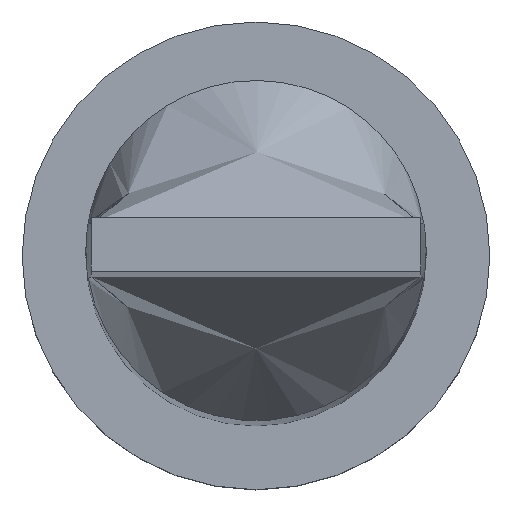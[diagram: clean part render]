
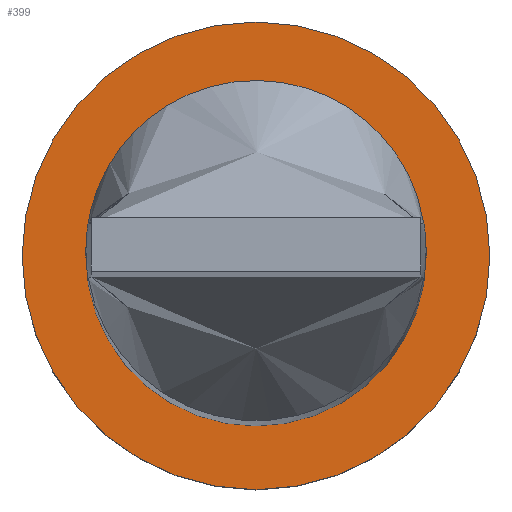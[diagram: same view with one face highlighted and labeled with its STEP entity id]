
A CAD part, top view. The second image highlights one B-rep face of the part: STEP entity #399.
In plain terms, the highlighted planar face has unit normal (0, 0, 1).
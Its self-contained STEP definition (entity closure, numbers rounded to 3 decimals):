
#25 = ORIENTED_EDGE ( 'NONE', *, *, #213, .F. ) ;
#30 = AXIS2_PLACEMENT_3D ( 'NONE', #289, #441, #89 ) ;
#36 = VERTEX_POINT ( 'NONE', #303 ) ;
#59 = VERTEX_POINT ( 'NONE', #309 ) ;
#73 = CIRCLE ( 'NONE', #483, 11. ) ;
#84 = CARTESIAN_POINT ( 'NONE',  ( -11., 0., 7. ) ) ;
#89 = DIRECTION ( 'NONE',  ( 1., 0., 0. ) ) ;
#117 = CARTESIAN_POINT ( 'NONE',  ( -8., 0., 7. ) ) ;
#133 = AXIS2_PLACEMENT_3D ( 'NONE', #407, #266, #149 ) ;
#148 = ORIENTED_EDGE ( 'NONE', *, *, #476, .T. ) ;
#149 = DIRECTION ( 'NONE',  ( 1., 0., 0. ) ) ;
#170 = EDGE_CURVE ( 'NONE', #339, #59, #376, .T. ) ;
#182 = FACE_OUTER_BOUND ( 'NONE', #228, .T. ) ;
#191 = CARTESIAN_POINT ( 'NONE',  ( 0., 0., 7. ) ) ;
#213 = EDGE_CURVE ( 'NONE', #59, #339, #549, .T. ) ;
#220 = AXIS2_PLACEMENT_3D ( 'NONE', #297, #578, #239 ) ;
#228 = EDGE_LOOP ( 'NONE', ( #569, #148 ) ) ;
#239 = DIRECTION ( 'NONE',  ( 1., 0., 0. ) ) ;
#266 = DIRECTION ( 'NONE',  ( 0., 0., 1. ) ) ;
#288 = DIRECTION ( 'NONE',  ( 0., 0., 1. ) ) ;
#289 = CARTESIAN_POINT ( 'NONE',  ( 0., 0., 7. ) ) ;
#297 = CARTESIAN_POINT ( 'NONE',  ( 0., 0., 7. ) ) ;
#303 = CARTESIAN_POINT ( 'NONE',  ( 11., 0., 7. ) ) ;
#306 = PLANE ( 'NONE',  #512 ) ;
#309 = CARTESIAN_POINT ( 'NONE',  ( 8., 0., 7. ) ) ;
#339 = VERTEX_POINT ( 'NONE', #117 ) ;
#349 = DIRECTION ( 'NONE',  ( 0., 0., 1. ) ) ;
#362 = FACE_BOUND ( 'NONE', #620, .T. ) ;
#366 = CIRCLE ( 'NONE', #133, 11. ) ;
#376 = CIRCLE ( 'NONE', #30, 8. ) ;
#399 = ADVANCED_FACE ( 'NONE', ( #362, #182 ), #306, .T. ) ;
#407 = CARTESIAN_POINT ( 'NONE',  ( 0., 0., 7. ) ) ;
#441 = DIRECTION ( 'NONE',  ( 0., 0., 1. ) ) ;
#476 = EDGE_CURVE ( 'NONE', #36, #641, #366, .T. ) ;
#483 = AXIS2_PLACEMENT_3D ( 'NONE', #582, #288, #621 ) ;
#512 = AXIS2_PLACEMENT_3D ( 'NONE', #191, #349, #532 ) ;
#532 = DIRECTION ( 'NONE',  ( 1., 0., 0. ) ) ;
#549 = CIRCLE ( 'NONE', #220, 8. ) ;
#560 = EDGE_CURVE ( 'NONE', #641, #36, #73, .T. ) ;
#569 = ORIENTED_EDGE ( 'NONE', *, *, #560, .T. ) ;
#578 = DIRECTION ( 'NONE',  ( 0., 0., 1. ) ) ;
#582 = CARTESIAN_POINT ( 'NONE',  ( 0., 0., 7. ) ) ;
#585 = ORIENTED_EDGE ( 'NONE', *, *, #170, .F. ) ;
#620 = EDGE_LOOP ( 'NONE', ( #585, #25 ) ) ;
#621 = DIRECTION ( 'NONE',  ( 1., 0., 0. ) ) ;
#641 = VERTEX_POINT ( 'NONE', #84 ) ;
